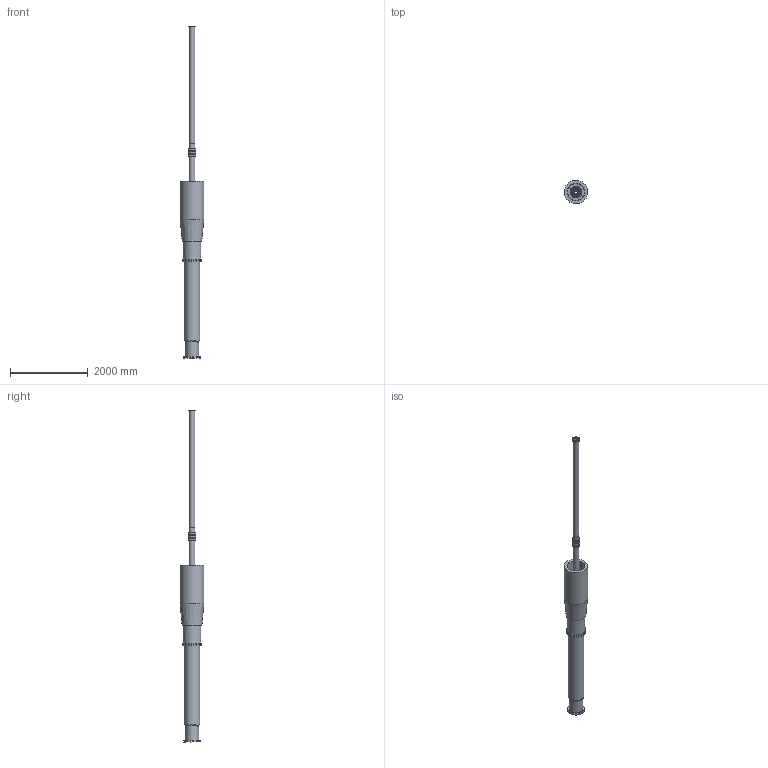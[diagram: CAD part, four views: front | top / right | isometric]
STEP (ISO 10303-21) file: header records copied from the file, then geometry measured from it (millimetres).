
FILE_DESCRIPTION(/* description */ (''),/* implementation_level */ '2;1');
FILE_NAME(/* name */ 'DOWNSTREAM BEAMLINE SIMULATION MODEL.stp',/* time_stamp */ '2024-09-12T12:48:06-04:00',/* author */ ('guthrie'),/* organization */ (''),/* preprocessor_version */ 'ST-DEVELOPER v19',/* originating_system */ 'Autodesk Inventor 2023',/* authorisation */ '');
FILE_SCHEMA (('CONFIG_CONTROL_DESIGN'));
Length unit declared in the file: inch
Products named in the file (8): JL0172082_-; JL0171633_-; JL0171568_-; JL0172091_-; JL0172092_-; JL0172093_-; JL0172094_-; JL0172095_-
Assembly tree (7 placements, depth 2):
  JL0172082_-
    JL0171633_-
    JL0171568_-
    JL0172091_-
    JL0172092_-
    JL0172093_-
    JL0172094_-
    JL0172095_-
Bounding box: 609.27 x 609.27 x 8567.56 mm (x, y, z)
Volume: 447180845.7 mm3; surface area: 31270450.2 mm2
Topology: 8 solids, 9 shells, 182 faces, 308 edges, 200 vertices
Faces by surface type: cylinder 80, plane 74, cone 20, torus 8
Full cylindrical faces by diameter (mm): 66.548 x1, 69.85 x1, 73.66 x1, 120.548 x1, 120.65 x2, 127 x2, 128.194 x1, 130.175 x1, 139.7 x1, 141.3 x1, 141.326 x1, 147.625 x5, 149.098 x1, 151.892 x2, 152.4 x5, 152.654 x3, 152.908 x5, 153.416 x2, 165.1 x1, 166.116 x6, 171.45 x6, 171.602 x2, 192.532 x1, 193.04 x1, 202.387 x3, 203 x1, 210.541 x1, 211.557 x2, 219.075 x1, 254 x1
Entity records: 4785 total; most frequent: DIRECTION 912, CARTESIAN_POINT 706, ORIENTED_EDGE 616, AXIS2_PLACEMENT_3D 406, EDGE_CURVE 308, EDGE_LOOP 256, CIRCLE 208, VERTEX_POINT 200
